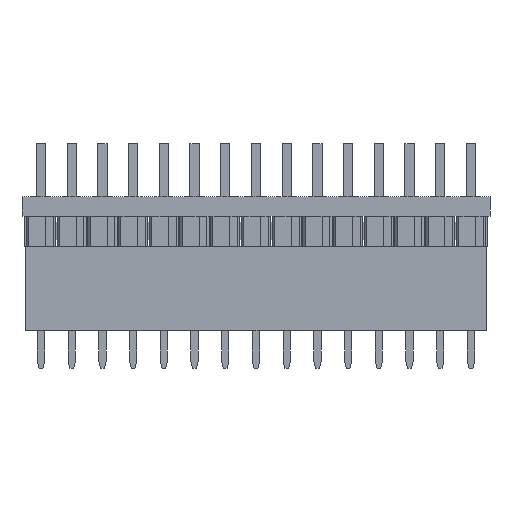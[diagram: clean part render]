
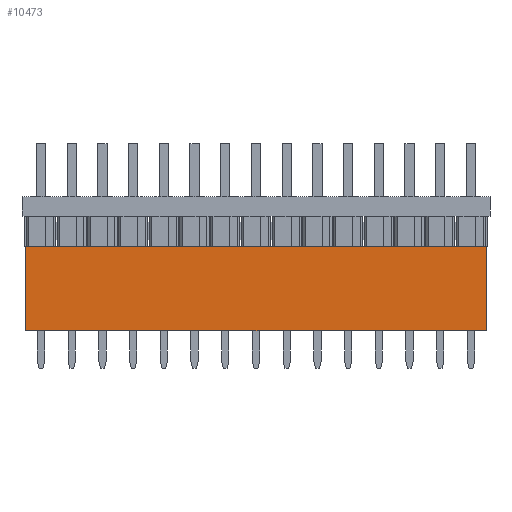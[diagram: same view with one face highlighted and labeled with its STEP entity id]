
A CAD part, left-side view. The second image highlights one B-rep face of the part: STEP entity #10473.
In plain terms, the highlighted planar face has unit normal (-1, 0, 0).
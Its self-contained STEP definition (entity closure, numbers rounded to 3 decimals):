
#965=FACE_OUTER_BOUND('',#1541,.T.);
#1541=EDGE_LOOP('',(#7489,#7490,#7491,#7492));
#2203=LINE('',#14626,#3544);
#2209=LINE('',#14639,#3550);
#2212=LINE('',#14644,#3553);
#2274=LINE('',#14767,#3615);
#3544=VECTOR('',#11983,1.);
#3550=VECTOR('',#11991,1.);
#3553=VECTOR('',#11998,1.);
#3615=VECTOR('',#12062,1.);
#4854=VERTEX_POINT('',#14614);
#4859=VERTEX_POINT('',#14624);
#4864=VERTEX_POINT('',#14636);
#4865=VERTEX_POINT('',#14638);
#5799=EDGE_CURVE('',#4854,#4859,#2203,.T.);
#5805=EDGE_CURVE('',#4864,#4865,#2209,.T.);
#5808=EDGE_CURVE('',#4865,#4859,#2212,.T.);
#5870=EDGE_CURVE('',#4864,#4854,#2274,.T.);
#7489=ORIENTED_EDGE('',*,*,#5805,.F.);
#7490=ORIENTED_EDGE('',*,*,#5870,.T.);
#7491=ORIENTED_EDGE('',*,*,#5799,.T.);
#7492=ORIENTED_EDGE('',*,*,#5808,.F.);
#9959=PLANE('',#11140);
#10473=ADVANCED_FACE('',(#965),#9959,.F.);
#11140=AXIS2_PLACEMENT_3D('',#15013,#12191,#12192);
#11983=DIRECTION('',(0.,0.,1.));
#11991=DIRECTION('',(0.,0.,1.));
#11998=DIRECTION('',(0.,-1.,0.));
#12062=DIRECTION('',(0.,-1.,0.));
#12191=DIRECTION('center_axis',(1.,0.,0.));
#12192=DIRECTION('ref_axis',(0.,-1.,0.));
#14614=CARTESIAN_POINT('',(-1.27,-36.83,0.));
#14624=CARTESIAN_POINT('',(-1.27,-36.83,7.));
#14626=CARTESIAN_POINT('',(-1.27,-36.83,0.));
#14636=CARTESIAN_POINT('',(-1.27,1.27,0.));
#14638=CARTESIAN_POINT('',(-1.27,1.27,7.));
#14639=CARTESIAN_POINT('',(-1.27,1.27,0.));
#14644=CARTESIAN_POINT('',(-1.27,1.27,7.));
#14767=CARTESIAN_POINT('',(-1.27,1.27,0.));
#15013=CARTESIAN_POINT('Origin',(-1.27,1.27,0.));
